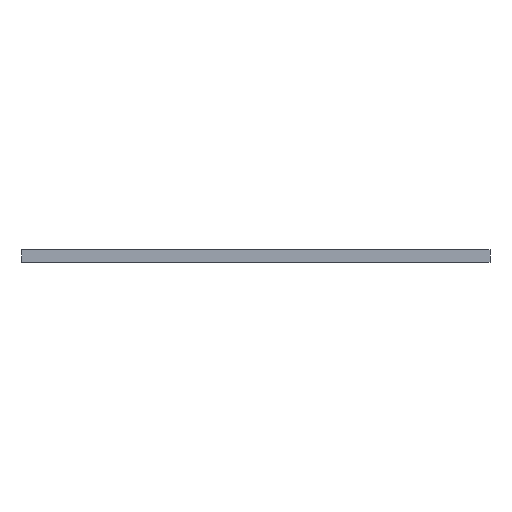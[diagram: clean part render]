
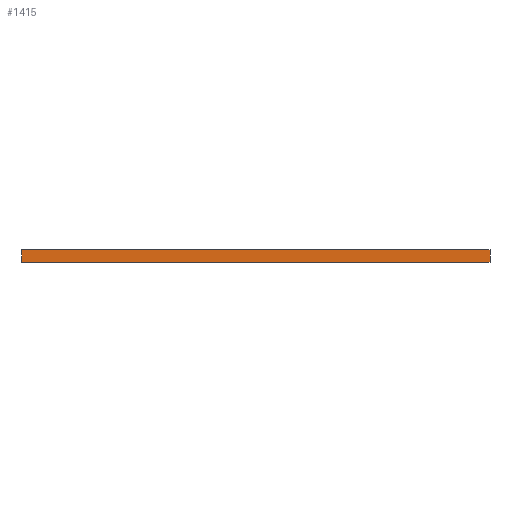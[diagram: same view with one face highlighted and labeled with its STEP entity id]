
A CAD part, front view. The second image highlights one B-rep face of the part: STEP entity #1415.
In plain terms, the highlighted planar face has unit normal (0, -1, 0).
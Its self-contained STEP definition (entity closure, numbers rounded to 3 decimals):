
#25=DIRECTION('',(1.,0.,0.));
#26=VECTOR('',#25,310.);
#27=CARTESIAN_POINT('',(-155.,50.,0.));
#28=LINE('',#27,#26);
#321=DIRECTION('',(0.,0.,1.));
#322=VECTOR('',#321,8.);
#323=CARTESIAN_POINT('',(155.,50.,0.));
#324=LINE('',#323,#322);
#325=DIRECTION('',(0.,0.,1.));
#326=VECTOR('',#325,8.);
#327=CARTESIAN_POINT('',(-155.,50.,0.));
#328=LINE('',#327,#326);
#353=DIRECTION('',(1.,0.,0.));
#354=VECTOR('',#353,310.);
#355=CARTESIAN_POINT('',(-155.,50.,8.));
#356=LINE('',#355,#354);
#925=CARTESIAN_POINT('',(155.,50.,0.));
#927=VERTEX_POINT('',#925);
#930=CARTESIAN_POINT('',(-155.,50.,0.));
#932=VERTEX_POINT('',#930);
#933=CARTESIAN_POINT('',(155.,50.,8.));
#935=VERTEX_POINT('',#933);
#938=CARTESIAN_POINT('',(-155.,50.,8.));
#940=VERTEX_POINT('',#938);
#1402=CARTESIAN_POINT('',(-155.,50.,0.));
#1403=DIRECTION('',(0.,-1.,0.));
#1404=DIRECTION('',(1.,0.,0.));
#1405=AXIS2_PLACEMENT_3D('',#1402,#1403,#1404);
#1406=PLANE('',#1405);
#1407=ORIENTED_EDGE('',*,*,#1210,.F.);
#1409=ORIENTED_EDGE('',*,*,#1408,.T.);
#1411=ORIENTED_EDGE('',*,*,#1410,.T.);
#1412=ORIENTED_EDGE('',*,*,#1393,.F.);
#1413=EDGE_LOOP('',(#1407,#1409,#1411,#1412));
#1414=FACE_OUTER_BOUND('',#1413,.F.);
#1415=ADVANCED_FACE('',(#1414),#1406,.T.);
#1210=EDGE_CURVE('',#932,#927,#28,.T.);
#1393=EDGE_CURVE('',#927,#935,#324,.T.);
#1408=EDGE_CURVE('',#932,#940,#328,.T.);
#1410=EDGE_CURVE('',#940,#935,#356,.T.);
